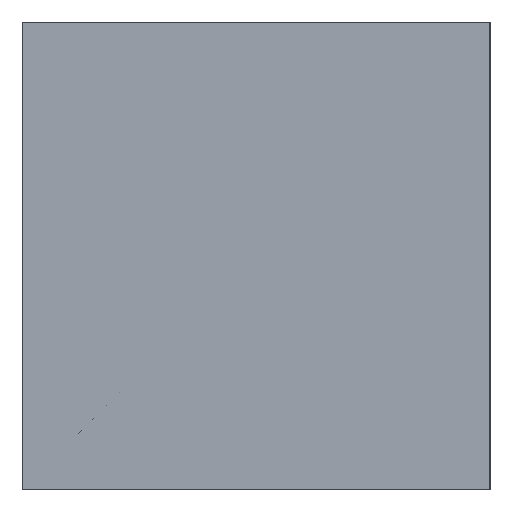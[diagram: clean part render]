
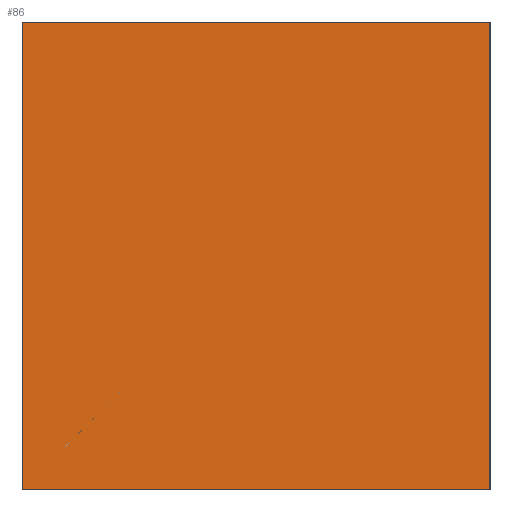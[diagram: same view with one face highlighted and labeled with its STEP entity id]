
A CAD part, left-side view. The second image highlights one B-rep face of the part: STEP entity #86.
In plain terms, the highlighted planar face has unit normal (-1, 0, 0).
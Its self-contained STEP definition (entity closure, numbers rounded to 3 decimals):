
#86=ADVANCED_FACE('',(#118),#119,.F.);
#118=FACE_OUTER_BOUND('',#154,.T.);
#119=PLANE('',#155);
#154=EDGE_LOOP('',(#251,#252,#253,#254));
#155=AXIS2_PLACEMENT_3D('',#255,#256,#257);
#251=ORIENTED_EDGE('',*,*,#310,.T.);
#252=ORIENTED_EDGE('',*,*,#306,.F.);
#253=ORIENTED_EDGE('',*,*,#308,.F.);
#254=ORIENTED_EDGE('',*,*,#302,.F.);
#255=CARTESIAN_POINT('',(-20.0,-12.0,5.0));
#256=DIRECTION('',(1.0,0.0,0.0));
#257=DIRECTION('',(0.0,0.0,-1.0));
#302=EDGE_CURVE('',#355,#357,#358,.T.);
#306=EDGE_CURVE('',#363,#365,#366,.T.);
#308=EDGE_CURVE('',#357,#363,#368,.T.);
#310=EDGE_CURVE('',#355,#365,#370,.T.);
#355=VERTEX_POINT('',#424);
#357=VERTEX_POINT('',#427);
#358=LINE('',#428,#429);
#363=VERTEX_POINT('',#436);
#365=VERTEX_POINT('',#439);
#366=LINE('',#440,#441);
#368=LINE('',#444,#445);
#370=LINE('',#448,#449);
#424=CARTESIAN_POINT('',(-20.0,-7.0,10.0));
#427=CARTESIAN_POINT('',(-20.0,-17.0,10.0));
#428=CARTESIAN_POINT('',(-20.0,-12.0,10.0));
#429=VECTOR('',#510,1.0);
#436=CARTESIAN_POINT('',(-20.0,-17.0,0.0));
#439=CARTESIAN_POINT('',(-20.0,-7.0,0.0));
#440=CARTESIAN_POINT('',(-20.0,-12.0,0.0));
#441=VECTOR('',#514,1.0);
#444=CARTESIAN_POINT('',(-20.0,-17.0,5.0));
#445=VECTOR('',#516,1.0);
#448=CARTESIAN_POINT('',(-20.0,-7.0,5.0));
#449=VECTOR('',#518,1.0);
#510=DIRECTION('',(0.0,-1.0,0.0));
#514=DIRECTION('',(0.0,1.0,0.0));
#516=DIRECTION('',(0.0,0.0,-1.0));
#518=DIRECTION('',(0.0,0.0,-1.0));
